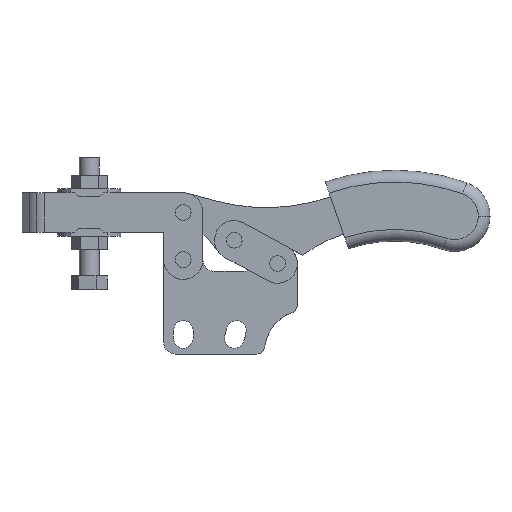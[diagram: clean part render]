
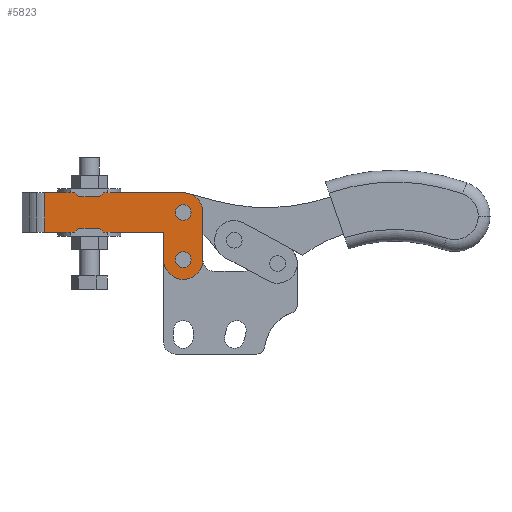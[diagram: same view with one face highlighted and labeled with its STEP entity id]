
A CAD part, top view. The second image highlights one B-rep face of the part: STEP entity #5823.
In plain terms, the highlighted free-form (B-spline) face has degree [1, 1] with [2, 2] control points.
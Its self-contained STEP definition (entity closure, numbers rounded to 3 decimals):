
#4549=CARTESIAN_POINT('',(314.602,102.212,5.));
#4550=VERTEX_POINT('',#4549);
#4559=CARTESIAN_POINT('',(309.602,107.212,5.));
#4560=VERTEX_POINT('',#4559);
#4561=CARTESIAN_POINT('',(314.602,107.212,5.));
#4562=DIRECTION('',(0.0,0.0,-1.0));
#4563=DIRECTION('',(0.0,-1.0,0.0));
#4564=AXIS2_PLACEMENT_3D('',#4561,#4562,#4563);
#4565=CIRCLE('',#4564,5.0);
#4566=EDGE_CURVE('',#4550,#4560,#4565,.T.);
#4612=CARTESIAN_POINT('',(318.138,122.747,5.));
#4613=VERTEX_POINT('',#4612);
#4622=CARTESIAN_POINT('',(319.602,119.212,5.));
#4623=VERTEX_POINT('',#4622);
#4624=CARTESIAN_POINT('',(314.602,119.212,5.));
#4625=DIRECTION('',(0.,0.,-1.));
#4626=DIRECTION('',(0.707,0.707,0.));
#4627=AXIS2_PLACEMENT_3D('',#4624,#4625,#4626);
#4628=CIRCLE('',#4627,5.);
#4629=EDGE_CURVE('',#4613,#4623,#4628,.T.);
#5389=CARTESIAN_POINT('',(279.431,114.212,5.));
#5390=VERTEX_POINT('',#5389);
#5398=CARTESIAN_POINT('',(279.431,124.212,5.));
#5399=VERTEX_POINT('',#5398);
#5400=CARTESIAN_POINT('',(279.431,124.212,5.));
#5401=DIRECTION('',(0.0,-1.0,0.0));
#5402=VECTOR('',#5401,10.0);
#5403=LINE('',#5400,#5402);
#5404=EDGE_CURVE('',#5399,#5390,#5403,.T.);
#5586=CARTESIAN_POINT('',(314.602,124.212,5.));
#5587=VERTEX_POINT('',#5586);
#5594=CARTESIAN_POINT('',(314.602,119.212,5.));
#5595=DIRECTION('',(0.,0.,-1.));
#5596=DIRECTION('',(0.707,0.707,0.));
#5597=AXIS2_PLACEMENT_3D('',#5594,#5595,#5596);
#5598=CIRCLE('',#5597,5.);
#5599=EDGE_CURVE('',#5587,#4613,#5598,.T.);
#5618=CARTESIAN_POINT('',(319.602,107.212,5.));
#5619=VERTEX_POINT('',#5618);
#5620=CARTESIAN_POINT('',(319.602,119.212,5.));
#5621=DIRECTION('',(0.0,-1.0,0.0));
#5622=VECTOR('',#5621,12.);
#5623=LINE('',#5620,#5622);
#5624=EDGE_CURVE('',#4623,#5619,#5623,.T.);
#5670=CARTESIAN_POINT('',(314.602,107.212,5.));
#5671=DIRECTION('',(0.0,0.0,-1.0));
#5672=DIRECTION('',(0.0,-1.0,0.0));
#5673=AXIS2_PLACEMENT_3D('',#5670,#5671,#5672);
#5674=CIRCLE('',#5673,5.0);
#5675=EDGE_CURVE('',#5619,#4550,#5674,.T.);
#5694=CARTESIAN_POINT('',(309.602,114.212,5.));
#5695=VERTEX_POINT('',#5694);
#5696=CARTESIAN_POINT('',(309.602,107.212,5.));
#5697=DIRECTION('',(0.0,1.0,0.0));
#5698=VECTOR('',#5697,7.);
#5699=LINE('',#5696,#5698);
#5700=EDGE_CURVE('',#4560,#5695,#5699,.T.);
#5723=CARTESIAN_POINT('',(309.602,114.212,5.));
#5724=DIRECTION('',(-1.0,0.,0.));
#5725=VECTOR('',#5724,30.171);
#5726=LINE('',#5723,#5725);
#5727=EDGE_CURVE('',#5695,#5390,#5726,.T.);
#5757=CARTESIAN_POINT('',(279.431,124.212,5.));
#5758=DIRECTION('',(1.0,0.,0.));
#5759=VECTOR('',#5758,35.171);
#5760=LINE('',#5757,#5759);
#5761=EDGE_CURVE('',#5399,#5587,#5760,.T.);
#5767=CARTESIAN_POINT('',(279.431,124.212,5.));
#5768=CARTESIAN_POINT('',(319.602,124.212,5.));
#5769=CARTESIAN_POINT('',(279.431,102.212,5.));
#5770=CARTESIAN_POINT('',(319.602,102.212,5.));
#5771=B_SPLINE_SURFACE_WITH_KNOTS('',1,1,((#5767,#5769),(#5768,#5770)),.UNSPECIFIED.,.F.,.F.,.U.,(2,2),(2,2),(0.0,40.171),(0.0,22.),.UNSPECIFIED.);
#5772=ORIENTED_EDGE('',*,*,#5761,.F.);
#5773=ORIENTED_EDGE('',*,*,#5404,.T.);
#5774=ORIENTED_EDGE('',*,*,#5727,.F.);
#5775=ORIENTED_EDGE('',*,*,#5700,.F.);
#5776=ORIENTED_EDGE('',*,*,#4566,.F.);
#5777=ORIENTED_EDGE('',*,*,#5675,.F.);
#5778=ORIENTED_EDGE('',*,*,#5624,.F.);
#5779=ORIENTED_EDGE('',*,*,#4629,.F.);
#5780=ORIENTED_EDGE('',*,*,#5599,.F.);
#5781=EDGE_LOOP('',(#5772,#5773,#5774,#5775,#5776,#5777,#5778,#5779,#5780));
#5782=FACE_OUTER_BOUND('',#5781,.T.);
#5783=CARTESIAN_POINT('',(316.602,107.212,5.));
#5784=VERTEX_POINT('',#5783);
#5785=CARTESIAN_POINT('',(312.602,107.212,5.));
#5786=VERTEX_POINT('',#5785);
#5787=CARTESIAN_POINT('',(314.602,107.212,5.));
#5788=DIRECTION('',(0.0,0.0,-1.0));
#5789=DIRECTION('',(1.0,0.0,0.0));
#5790=AXIS2_PLACEMENT_3D('',#5787,#5788,#5789);
#5791=CIRCLE('',#5790,2.);
#5792=EDGE_CURVE('',#5784,#5786,#5791,.T.);
#5793=ORIENTED_EDGE('',*,*,#5792,.T.);
#5794=CARTESIAN_POINT('',(314.602,107.212,5.));
#5795=DIRECTION('',(0.0,0.0,-1.0));
#5796=DIRECTION('',(1.0,0.0,0.0));
#5797=AXIS2_PLACEMENT_3D('',#5794,#5795,#5796);
#5798=CIRCLE('',#5797,2.);
#5799=EDGE_CURVE('',#5786,#5784,#5798,.T.);
#5800=ORIENTED_EDGE('',*,*,#5799,.T.);
#5801=EDGE_LOOP('',(#5793,#5800));
#5802=FACE_BOUND('',#5801,.T.);
#5803=CARTESIAN_POINT('',(316.602,119.212,5.));
#5804=VERTEX_POINT('',#5803);
#5805=CARTESIAN_POINT('',(312.602,119.212,5.));
#5806=VERTEX_POINT('',#5805);
#5807=CARTESIAN_POINT('',(314.602,119.212,5.));
#5808=DIRECTION('',(0.0,0.0,-1.0));
#5809=DIRECTION('',(1.0,0.0,0.0));
#5810=AXIS2_PLACEMENT_3D('',#5807,#5808,#5809);
#5811=CIRCLE('',#5810,2.);
#5812=EDGE_CURVE('',#5804,#5806,#5811,.T.);
#5813=ORIENTED_EDGE('',*,*,#5812,.T.);
#5814=CARTESIAN_POINT('',(314.602,119.212,5.));
#5815=DIRECTION('',(0.0,0.0,-1.0));
#5816=DIRECTION('',(1.0,0.0,0.0));
#5817=AXIS2_PLACEMENT_3D('',#5814,#5815,#5816);
#5818=CIRCLE('',#5817,2.);
#5819=EDGE_CURVE('',#5806,#5804,#5818,.T.);
#5820=ORIENTED_EDGE('',*,*,#5819,.T.);
#5821=EDGE_LOOP('',(#5813,#5820));
#5822=FACE_BOUND('',#5821,.T.);
#5823=ADVANCED_FACE('',(#5782,#5802,#5822),#5771,.F.);
